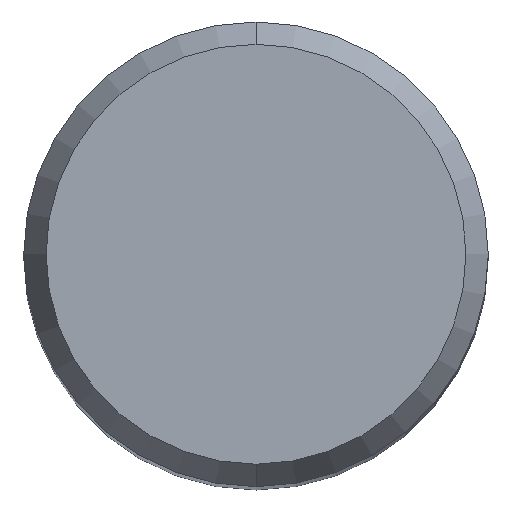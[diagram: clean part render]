
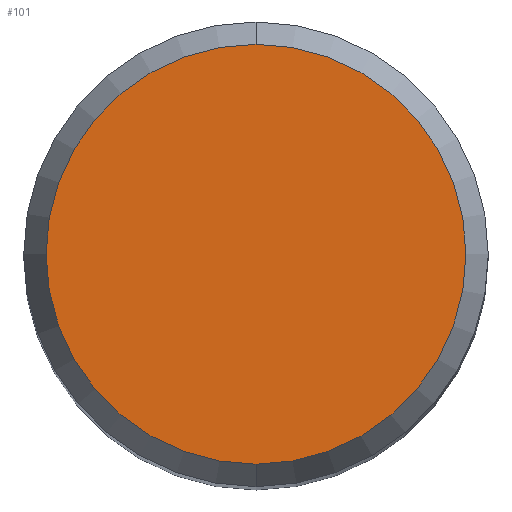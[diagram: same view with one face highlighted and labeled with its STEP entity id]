
A CAD part, top view. The second image highlights one B-rep face of the part: STEP entity #101.
In plain terms, the highlighted planar face has unit normal (0, 0, 1).
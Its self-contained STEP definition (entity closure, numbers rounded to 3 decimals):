
#101=ADVANCED_FACE('',(#230),#231,.T.);
#133=VERTEX_POINT('',#267);
#137=EDGE_CURVE('',#181,#133,#271,.T.);
#171=EDGE_CURVE('',#133,#181,#308,.T.);
#181=VERTEX_POINT('',#319);
#230=FACE_OUTER_BOUND('',#370,.T.);
#231=PLANE('',#371);
#267=CARTESIAN_POINT('',(0.0,4.304,0.01));
#271=CIRCLE('',#419,4.304);
#308=CIRCLE('',#467,4.304);
#319=CARTESIAN_POINT('',(0.,-4.304,0.01));
#370=EDGE_LOOP('',(#522,#523));
#371=AXIS2_PLACEMENT_3D('',#524,#525,#526);
#419=AXIS2_PLACEMENT_3D('',#571,#572,#573);
#467=AXIS2_PLACEMENT_3D('',#616,#617,#618);
#522=ORIENTED_EDGE('',*,*,#171,.F.);
#523=ORIENTED_EDGE('',*,*,#137,.F.);
#524=CARTESIAN_POINT('',(0.0,2.152,0.01));
#525=DIRECTION('',(-0.0,0.0,1.0));
#526=DIRECTION('',(0.0,-1.0,0.0));
#571=CARTESIAN_POINT('',(0.0,0.0,0.01));
#572=DIRECTION('',(0.0,0.0,-1.0));
#573=DIRECTION('',(0.0,1.0,0.0));
#616=CARTESIAN_POINT('',(0.0,0.0,0.01));
#617=DIRECTION('',(0.0,0.0,-1.0));
#618=DIRECTION('',(0.0,1.0,0.0));
